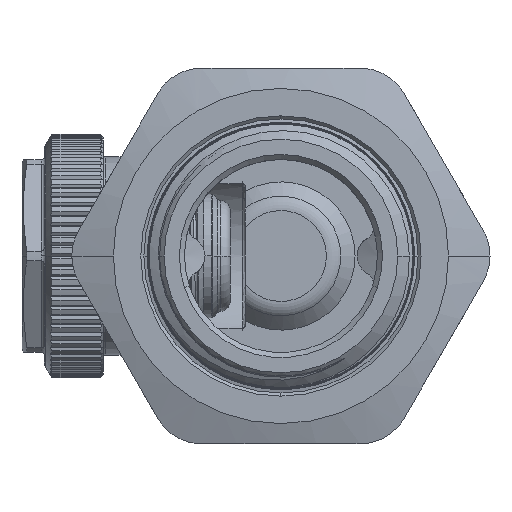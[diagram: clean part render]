
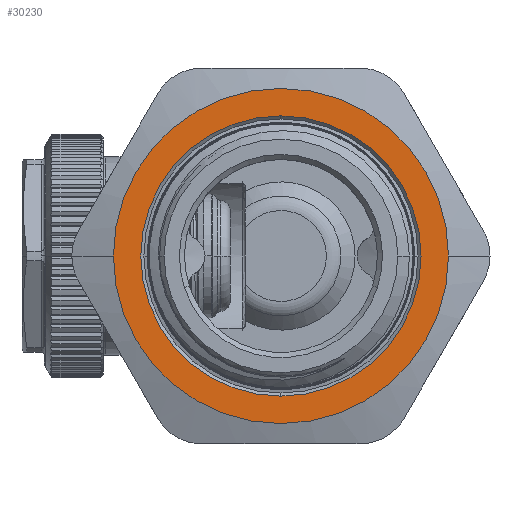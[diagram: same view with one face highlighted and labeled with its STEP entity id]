
A CAD part, left-side view. The second image highlights one B-rep face of the part: STEP entity #30230.
In plain terms, the highlighted planar face has unit normal (-1, 0, 0).
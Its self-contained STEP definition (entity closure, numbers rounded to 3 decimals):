
#5548=CARTESIAN_POINT('',(-37.8,0.,0.));
#5549=DIRECTION('',(-1.,0.,0.));
#5550=DIRECTION('',(0.,0.,-1.));
#5551=AXIS2_PLACEMENT_3D('',#5548,#5549,#5550);
#5558=CARTESIAN_POINT('',(-37.8,0.,0.));
#5559=DIRECTION('',(-1.,0.,0.));
#5560=DIRECTION('',(0.,-1.,0.));
#5561=AXIS2_PLACEMENT_3D('',#5558,#5559,#5560);
#5563=CARTESIAN_POINT('',(-37.8,0.,0.));
#5564=DIRECTION('',(-1.,0.,0.));
#5565=DIRECTION('',(0.,1.,0.));
#5566=AXIS2_PLACEMENT_3D('',#5563,#5564,#5565);
#6066=CARTESIAN_POINT('',(-37.8,0.,0.));
#6067=DIRECTION('',(-1.,0.,0.));
#6068=DIRECTION('',(0.,0.,1.));
#6069=AXIS2_PLACEMENT_3D('',#6066,#6067,#6068);
#24967=CARTESIAN_POINT('',(-37.8,-16.5,0.));
#24968=CARTESIAN_POINT('',(-37.8,16.5,0.));
#24969=VERTEX_POINT('',#24967);
#24970=VERTEX_POINT('',#24968);
#24991=CARTESIAN_POINT('',(-37.8,0.,-13.8));
#24992=CARTESIAN_POINT('',(-37.8,0.,13.8));
#24993=VERTEX_POINT('',#24991);
#24994=VERTEX_POINT('',#24992);
#30214=CARTESIAN_POINT('',(-37.8,0.,0.));
#30215=DIRECTION('',(1.,0.,0.));
#30216=DIRECTION('',(0.,1.,0.));
#30217=AXIS2_PLACEMENT_3D('',#30214,#30215,#30216);
#30218=PLANE('',#30217);
#30220=ORIENTED_EDGE('',*,*,#30219,.F.);
#30222=ORIENTED_EDGE('',*,*,#30221,.F.);
#30223=EDGE_LOOP('',(#30220,#30222));
#30224=FACE_OUTER_BOUND('',#30223,.F.);
#30226=ORIENTED_EDGE('',*,*,#30225,.T.);
#30227=ORIENTED_EDGE('',*,*,#30204,.T.);
#30228=EDGE_LOOP('',(#30226,#30227));
#30229=FACE_BOUND('',#30228,.F.);
#30230=ADVANCED_FACE('',(#30224,#30229),#30218,.F.);
#5552=CIRCLE('',#5551,13.8);
#5562=CIRCLE('',#5561,16.5);
#5567=CIRCLE('',#5566,16.5);
#6070=CIRCLE('',#6069,13.8);
#30204=EDGE_CURVE('',#24993,#24994,#5552,.T.);
#30219=EDGE_CURVE('',#24969,#24970,#5562,.T.);
#30221=EDGE_CURVE('',#24970,#24969,#5567,.T.);
#30225=EDGE_CURVE('',#24994,#24993,#6070,.T.);
